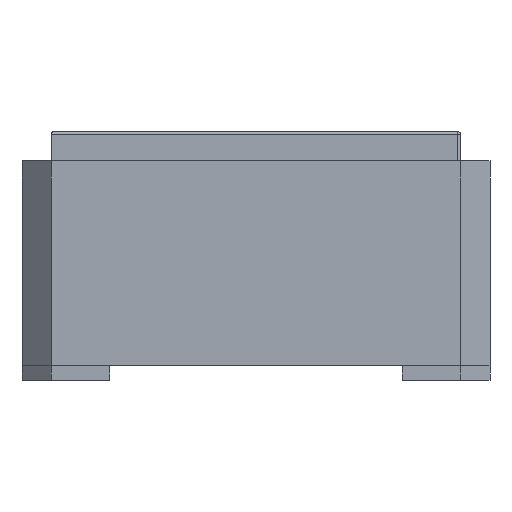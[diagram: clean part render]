
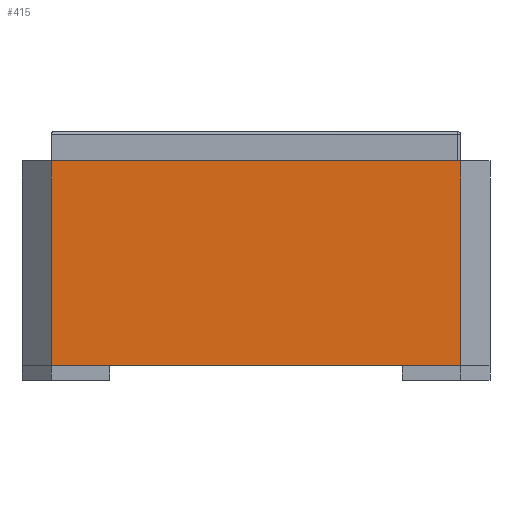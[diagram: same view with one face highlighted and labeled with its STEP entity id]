
A CAD part, left-side view. The second image highlights one B-rep face of the part: STEP entity #415.
In plain terms, the highlighted planar face has unit normal (-1, 0, 0).
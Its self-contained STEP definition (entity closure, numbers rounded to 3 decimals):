
#115 = VERTEX_POINT('',#116);
#116 = CARTESIAN_POINT('',(0.,1.5,0.75));
#122 = EDGE_CURVE('',#123,#115,#125,.T.);
#123 = VERTEX_POINT('',#124);
#124 = CARTESIAN_POINT('',(0.,0.1,0.75));
#125 = LINE('',#126,#127);
#126 = CARTESIAN_POINT('',(0.,0.,0.75));
#127 = VECTOR('',#128,1.);
#128 = DIRECTION('',(0.,1.,0.));
#372 = VERTEX_POINT('',#373);
#373 = CARTESIAN_POINT('',(0.,1.5,0.05));
#379 = EDGE_CURVE('',#372,#115,#380,.T.);
#380 = LINE('',#381,#382);
#381 = CARTESIAN_POINT('',(0.,1.5,0.05));
#382 = VECTOR('',#383,1.);
#383 = DIRECTION('',(0.,0.,1.));
#415 = ADVANCED_FACE('',(#416),#450,.F.);
#416 = FACE_BOUND('',#417,.F.);
#417 = EDGE_LOOP('',(#418,#419,#427,#435,#443,#449));
#418 = ORIENTED_EDGE('',*,*,#122,.F.);
#419 = ORIENTED_EDGE('',*,*,#420,.F.);
#420 = EDGE_CURVE('',#421,#123,#423,.T.);
#421 = VERTEX_POINT('',#422);
#422 = CARTESIAN_POINT('',(0.,0.1,0.05));
#423 = LINE('',#424,#425);
#424 = CARTESIAN_POINT('',(0.,0.1,0.05));
#425 = VECTOR('',#426,1.);
#426 = DIRECTION('',(0.,0.,1.));
#427 = ORIENTED_EDGE('',*,*,#428,.T.);
#428 = EDGE_CURVE('',#421,#429,#431,.T.);
#429 = VERTEX_POINT('',#430);
#430 = CARTESIAN_POINT('',(0.,0.3,0.05));
#431 = LINE('',#432,#433);
#432 = CARTESIAN_POINT('',(0.,0.,0.05));
#433 = VECTOR('',#434,1.);
#434 = DIRECTION('',(0.,1.,0.));
#435 = ORIENTED_EDGE('',*,*,#436,.T.);
#436 = EDGE_CURVE('',#429,#437,#439,.T.);
#437 = VERTEX_POINT('',#438);
#438 = CARTESIAN_POINT('',(0.,1.3,0.05));
#439 = LINE('',#440,#441);
#440 = CARTESIAN_POINT('',(0.,0.,0.05));
#441 = VECTOR('',#442,1.);
#442 = DIRECTION('',(0.,1.,0.));
#443 = ORIENTED_EDGE('',*,*,#444,.T.);
#444 = EDGE_CURVE('',#437,#372,#445,.T.);
#445 = LINE('',#446,#447);
#446 = CARTESIAN_POINT('',(0.,1.3,0.05));
#447 = VECTOR('',#448,1.);
#448 = DIRECTION('',(0.,1.,0.));
#449 = ORIENTED_EDGE('',*,*,#379,.T.);
#450 = PLANE('',#451);
#451 = AXIS2_PLACEMENT_3D('',#452,#453,#454);
#452 = CARTESIAN_POINT('',(0.,0.,0.05));
#453 = DIRECTION('',(1.,0.,0.));
#454 = DIRECTION('',(0.,0.,1.));
